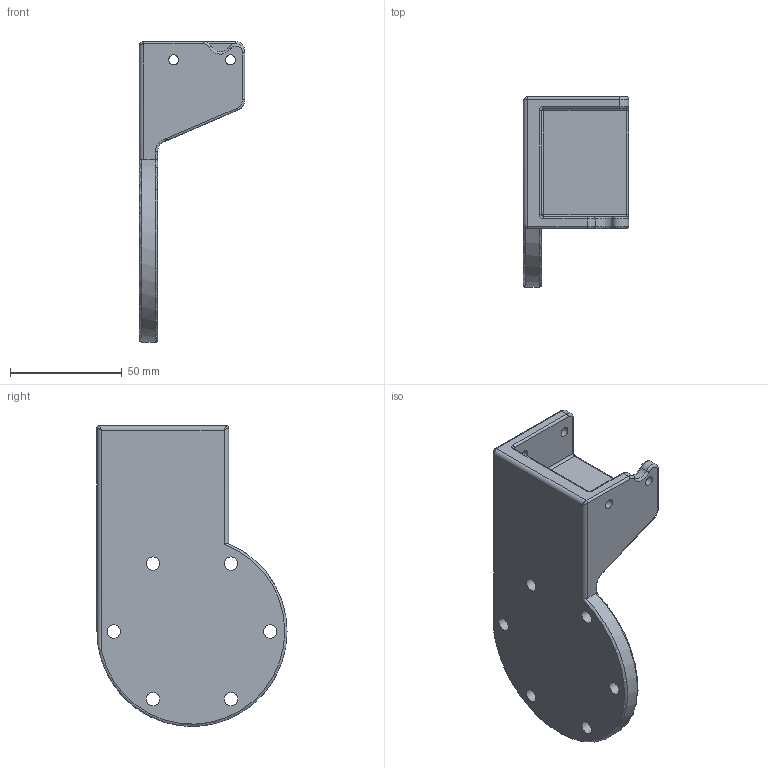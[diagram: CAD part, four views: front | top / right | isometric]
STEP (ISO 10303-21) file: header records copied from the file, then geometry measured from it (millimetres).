
FILE_DESCRIPTION(/* description */ (''),/* implementation_level */ '2;1');
FILE_NAME(/* name */ 'Ascher Rally Shifter Bracket.step',/* time_stamp */ '2020-07-02T20:49:52-05:00',/* author */ (''),/* organization */ (''),/* preprocessor_version */ 'ST-DEVELOPER v18.1',/* originating_system */ 'Autodesk Translation Framework v9.3.0.1241',/* authorisation */ '');
FILE_SCHEMA (('AUTOMOTIVE_DESIGN { 1 0 10303 214 3 1 1 }'));
Length unit declared in the file: millimetre
Products named in the file (1): Ascher Rally Shifter Bracket
Bounding box: 47.17 x 85 x 134.56 mm (x, y, z)
Volume: 99202.3 mm3; surface area: 31499.9 mm2
Topology: 1 solids, 1 shells, 116 faces, 277 edges, 158 vertices
Faces by surface type: cylinder 56, torus 28, plane 19, bspline 8, sphere 5
Full cylindrical faces by diameter (mm): 4.4 x4, 6 x6
Entity records: 3705 total; most frequent: CARTESIAN_POINT 928, DIRECTION 621, ORIENTED_EDGE 544, EDGE_CURVE 272, AXIS2_PLACEMENT_3D 259, VERTEX_POINT 158, CIRCLE 139, EDGE_LOOP 136
